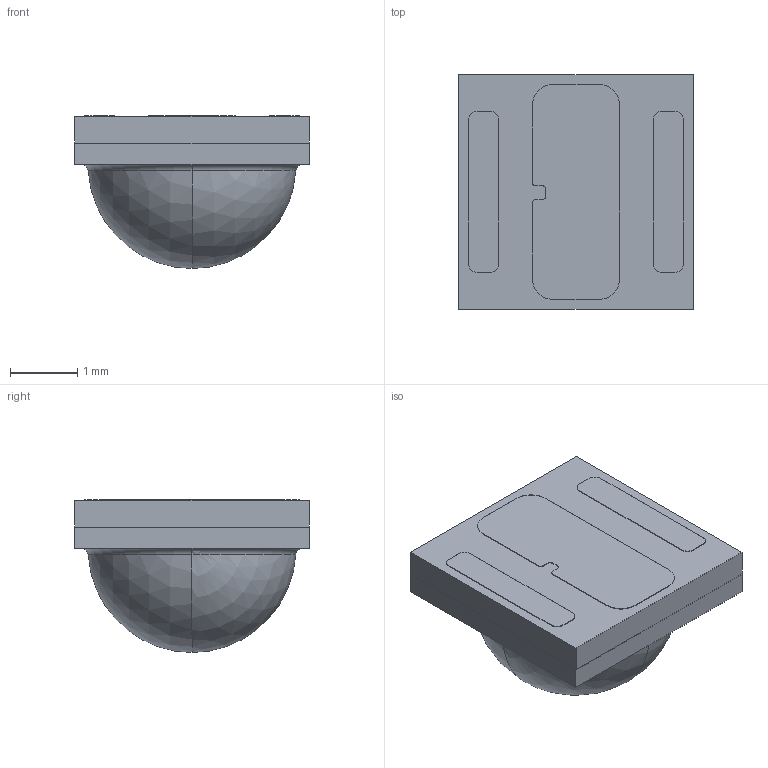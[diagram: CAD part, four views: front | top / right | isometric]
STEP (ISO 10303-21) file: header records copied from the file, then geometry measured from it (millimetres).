
FILE_DESCRIPTION (( 'STEP AP214' ), '1' );
FILE_NAME ('NVSx219GL-L1.STEP', '2024-06-20T07:18:21', ( '' ), ( '' ), 'SwSTEP 2.0', 'SolidWorks 2022', '' );
FILE_SCHEMA (( 'AUTOMOTIVE_DESIGN' ));
Length unit declared in the file: metre
Products named in the file (3): Part2; Part1; NVSx219GL-L1
Assembly tree (2 placements, depth 2):
  NVSx219GL-L1
    Part1
    Part2
Bounding box: 3.5 x 3.5 x 2.28 mm (x, y, z)
Volume: 16.7 mm3; surface area: 66.4 mm2
Topology: 2 solids, 2 shells, 55 faces, 136 edges, 89 vertices
Faces by surface type: plane 31, cylinder 16, sphere 4, torus 4
Entity records: 1748 total; most frequent: DIRECTION 304, CARTESIAN_POINT 285, ORIENTED_EDGE 272, EDGE_CURVE 136, AXIS2_PLACEMENT_3D 108, VERTEX_POINT 89, VECTOR 88, LINE 88
